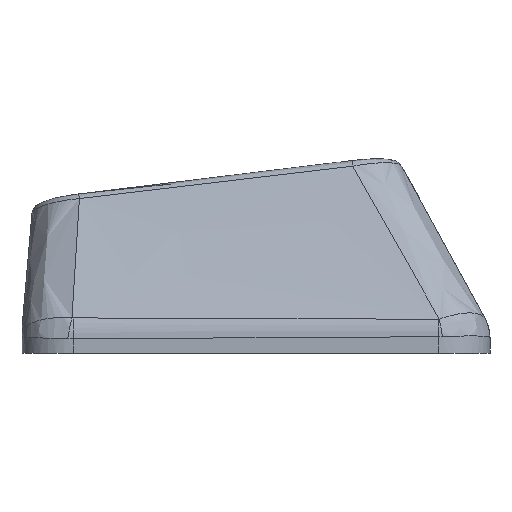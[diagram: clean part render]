
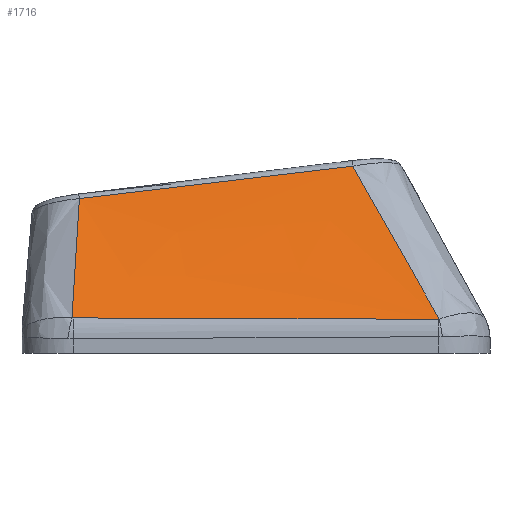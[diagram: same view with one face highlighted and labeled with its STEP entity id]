
A CAD part, left-side view. The second image highlights one B-rep face of the part: STEP entity #1716.
In plain terms, the highlighted free-form (B-spline) face has degree [3, 3] with [4, 4] control points.
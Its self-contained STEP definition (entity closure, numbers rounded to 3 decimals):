
#29=B_SPLINE_SURFACE_WITH_KNOTS('',3,3,((#3755,#3756,#3757,#3758),(#3759,
#3760,#3761,#3762),(#3763,#3764,#3765,#3766),(#3767,#3768,#3769,#3770)),
 .UNSPECIFIED.,.F.,.F.,.F.,(4,4),(4,4),(0.099,0.893),
(0.039,0.951),.UNSPECIFIED.);
#183=FACE_OUTER_BOUND('',#266,.T.);
#266=EDGE_LOOP('',(#1348,#1349,#1350,#1351,#1352,#1353));
#550=B_SPLINE_CURVE_WITH_KNOTS('',3,(#3433,#3434,#3435,#3436),
 .UNSPECIFIED.,.F.,.F.,(4,4),(0.,0.004),
 .UNSPECIFIED.);
#552=B_SPLINE_CURVE_WITH_KNOTS('',3,(#3460,#3461,#3462,#3463),
 .UNSPECIFIED.,.F.,.F.,(4,4),(0.,1.416),.UNSPECIFIED.);
#554=B_SPLINE_CURVE_WITH_KNOTS('',3,(#3487,#3488,#3489,#3490),
 .UNSPECIFIED.,.F.,.F.,(4,4),(0.,0.006),
 .UNSPECIFIED.);
#569=B_SPLINE_CURVE_WITH_KNOTS('',3,(#3772,#3773,#3774,#3775),
 .UNSPECIFIED.,.F.,.F.,(4,4),(0.031,0.777),
 .UNSPECIFIED.);
#570=B_SPLINE_CURVE_WITH_KNOTS('',3,(#3777,#3778,#3779,#3780),
 .UNSPECIFIED.,.F.,.F.,(4,4),(-1.068,0.),.UNSPECIFIED.);
#571=B_SPLINE_CURVE_WITH_KNOTS('',3,(#3781,#3782,#3783,#3784),
 .UNSPECIFIED.,.F.,.F.,(4,4),(-0.578,-0.026),
 .UNSPECIFIED.);
#754=VERTEX_POINT('',#3395);
#756=VERTEX_POINT('',#3426);
#758=VERTEX_POINT('',#3453);
#760=VERTEX_POINT('',#3480);
#776=VERTEX_POINT('',#3771);
#777=VERTEX_POINT('',#3776);
#986=EDGE_CURVE('',#754,#756,#550,.T.);
#989=EDGE_CURVE('',#756,#758,#552,.T.);
#992=EDGE_CURVE('',#758,#760,#554,.T.);
#1016=EDGE_CURVE('',#776,#754,#569,.T.);
#1017=EDGE_CURVE('',#777,#776,#570,.T.);
#1018=EDGE_CURVE('',#760,#777,#571,.T.);
#1348=ORIENTED_EDGE('',*,*,#992,.F.);
#1349=ORIENTED_EDGE('',*,*,#989,.F.);
#1350=ORIENTED_EDGE('',*,*,#986,.F.);
#1351=ORIENTED_EDGE('',*,*,#1016,.F.);
#1352=ORIENTED_EDGE('',*,*,#1017,.F.);
#1353=ORIENTED_EDGE('',*,*,#1018,.F.);
#1716=ADVANCED_FACE('',(#183),#29,.T.);
#3395=CARTESIAN_POINT('',(-13.679,-7.115,0.322));
#3426=CARTESIAN_POINT('',(-13.681,-7.077,0.319));
#3433=CARTESIAN_POINT('Ctrl Pts',(-13.679,-7.115,0.322));
#3434=CARTESIAN_POINT('Ctrl Pts',(-13.68,-7.103,0.32));
#3435=CARTESIAN_POINT('Ctrl Pts',(-13.681,-7.09,0.319));
#3436=CARTESIAN_POINT('Ctrl Pts',(-13.681,-7.077,0.319));
#3453=CARTESIAN_POINT('',(-13.605,7.086,0.37));
#3460=CARTESIAN_POINT('Ctrl Pts',(-13.681,-7.077,0.319));
#3461=CARTESIAN_POINT('Ctrl Pts',(-13.662,-2.356,0.335));
#3462=CARTESIAN_POINT('Ctrl Pts',(-13.638,2.365,0.352));
#3463=CARTESIAN_POINT('Ctrl Pts',(-13.605,7.086,0.37));
#3480=CARTESIAN_POINT('',(-13.602,7.142,0.375));
#3487=CARTESIAN_POINT('Ctrl Pts',(-13.605,7.086,0.37));
#3488=CARTESIAN_POINT('Ctrl Pts',(-13.605,7.105,0.37));
#3489=CARTESIAN_POINT('Ctrl Pts',(-13.604,7.124,0.372));
#3490=CARTESIAN_POINT('Ctrl Pts',(-13.602,7.142,0.375));
#3755=CARTESIAN_POINT('Ctrl Pts',(-10.638,-4.133,6.302));
#3756=CARTESIAN_POINT('Ctrl Pts',(-11.652,-5.128,4.308));
#3757=CARTESIAN_POINT('Ctrl Pts',(-12.667,-6.122,2.314));
#3758=CARTESIAN_POINT('Ctrl Pts',(-13.681,-7.117,0.319));
#3759=CARTESIAN_POINT('Ctrl Pts',(-10.638,-0.374,
5.863));
#3760=CARTESIAN_POINT('Ctrl Pts',(-11.652,-1.037,4.008));
#3761=CARTESIAN_POINT('Ctrl Pts',(-12.667,-1.701,2.153));
#3762=CARTESIAN_POINT('Ctrl Pts',(-13.681,-2.364,0.297));
#3763=CARTESIAN_POINT('Ctrl Pts',(-10.638,3.385,5.425));
#3764=CARTESIAN_POINT('Ctrl Pts',(-11.652,3.053,3.708));
#3765=CARTESIAN_POINT('Ctrl Pts',(-12.667,2.721,1.992));
#3766=CARTESIAN_POINT('Ctrl Pts',(-13.681,2.389,0.275));
#3767=CARTESIAN_POINT('Ctrl Pts',(-10.638,7.144,4.986));
#3768=CARTESIAN_POINT('Ctrl Pts',(-11.652,7.143,3.408));
#3769=CARTESIAN_POINT('Ctrl Pts',(-12.667,7.143,1.831));
#3770=CARTESIAN_POINT('Ctrl Pts',(-13.681,7.142,0.253));
#3771=CARTESIAN_POINT('',(-10.638,-3.754,6.258));
#3772=CARTESIAN_POINT('Ctrl Pts',(-10.638,-3.754,6.258));
#3773=CARTESIAN_POINT('Ctrl Pts',(-11.659,-4.88,4.284));
#3774=CARTESIAN_POINT('Ctrl Pts',(-12.671,-6.,2.305));
#3775=CARTESIAN_POINT('Ctrl Pts',(-13.679,-7.115,0.322));
#3776=CARTESIAN_POINT('',(-10.65,6.854,5.002));
#3777=CARTESIAN_POINT('Ctrl Pts',(-10.65,6.854,5.002));
#3778=CARTESIAN_POINT('Ctrl Pts',(-10.647,3.318,5.418));
#3779=CARTESIAN_POINT('Ctrl Pts',(-10.643,-0.218,5.837));
#3780=CARTESIAN_POINT('Ctrl Pts',(-10.638,-3.754,6.258));
#3781=CARTESIAN_POINT('Ctrl Pts',(-13.602,7.142,0.375));
#3782=CARTESIAN_POINT('Ctrl Pts',(-12.613,7.039,1.915));
#3783=CARTESIAN_POINT('Ctrl Pts',(-11.628,6.941,3.457));
#3784=CARTESIAN_POINT('Ctrl Pts',(-10.65,6.854,5.002));
